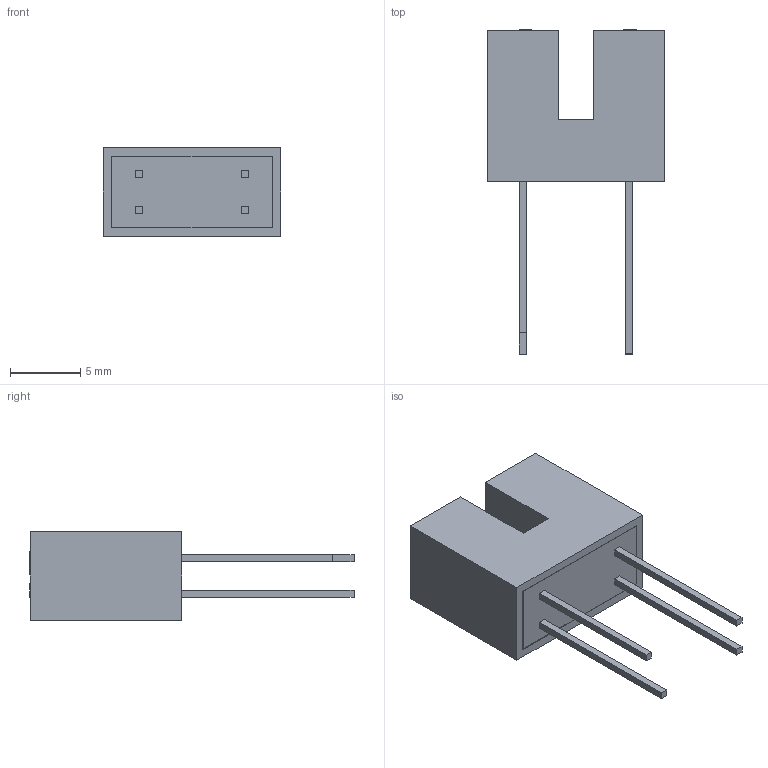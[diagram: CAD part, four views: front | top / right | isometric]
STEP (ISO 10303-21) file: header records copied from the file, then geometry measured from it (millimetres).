
FILE_DESCRIPTION (( 'STEP AP214' ), '1' );
FILE_NAME ('OPB848.STEP', '2019-08-22T19:26:48', ( '' ), ( '' ), 'SwSTEP 2.0', 'SolidWorks 2018', '' );
FILE_SCHEMA (( 'AUTOMOTIVE_DESIGN' ));
Length unit declared in the file: inch
Products named in the file (1): OPB848
Bounding box: 12.7 x 23.14 x 6.35 mm (x, y, z)
Volume: 779 mm3; surface area: 719.6 mm2
Topology: 1 solids, 1 shells, 96 faces, 255 edges, 170 vertices
Faces by surface type: plane 79, bspline 15, cylinder 2
Entity records: 3848 total; most frequent: CARTESIAN_POINT 1265, ORIENTED_EDGE 510, DIRECTION 393, EDGE_CURVE 255, VECTOR 221, LINE 221, VERTEX_POINT 170, EDGE_LOOP 105
